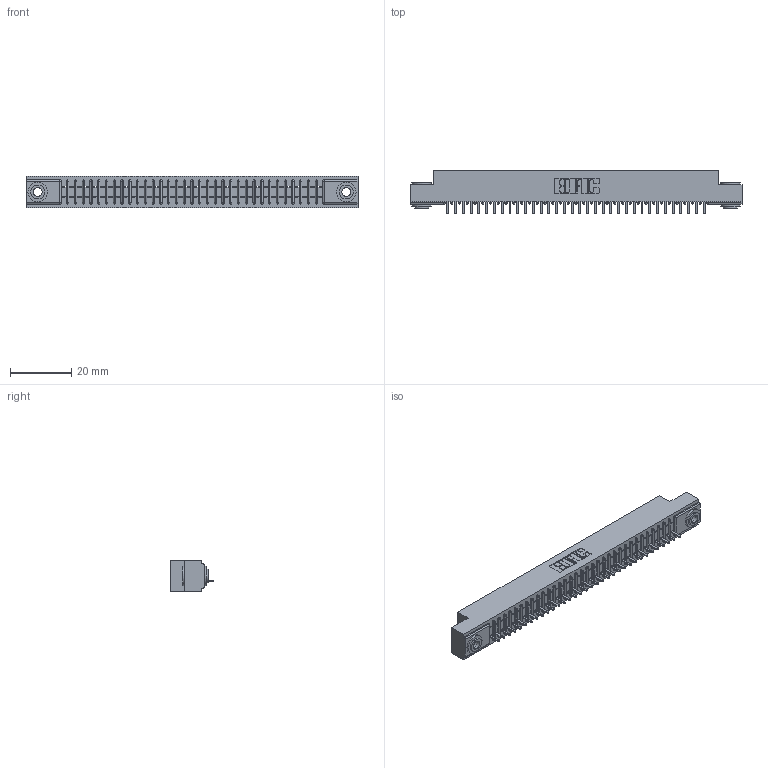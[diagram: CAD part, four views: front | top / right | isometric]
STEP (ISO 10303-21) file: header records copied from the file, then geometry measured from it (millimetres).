
FILE_DESCRIPTION (( 'STEP AP203' ), '1' );
FILE_NAME ('391-034-520-103.STEP', '2018-08-08T22:35:53', ( '' ), ( '' ), 'SwSTEP 2.0', 'SolidWorks 2016', '' );
FILE_SCHEMA (( 'CONFIG_CONTROL_DESIGN' ));
Length unit declared in the file: inch
Products named in the file (4): 345-250-002_345-250-002-102; 391-034-520-103; 341 Part_.156 (3.96) Dia Mounting Holes; 341-292-001_341-292-120
Assembly tree (37 placements, depth 2):
  391-034-520-103
    341 Part_.156 (3.96) Dia Mounting Holes
    341-292-001_341-292-120  x34
    345-250-002_345-250-002-102  x2
Bounding box: 108.58 x 14.27 x 10.16 mm (x, y, z)
Volume: 7770.7 mm3; surface area: 12060.8 mm2
Topology: 37 solids, 37 shells, 2956 faces, 8486 edges, 5446 vertices
Faces by surface type: plane 1826, cylinder 986, sphere 70, torus 66, cone 8
Entity records: 42190 total; most frequent: CARTESIAN_POINT 7141, ORIENTED_EDGE 7120, DIRECTION 6916, EDGE_CURVE 3560, LINE 2858, VECTOR 2858, VERTEX_POINT 2254, AXIS2_PLACEMENT_3D 2029
